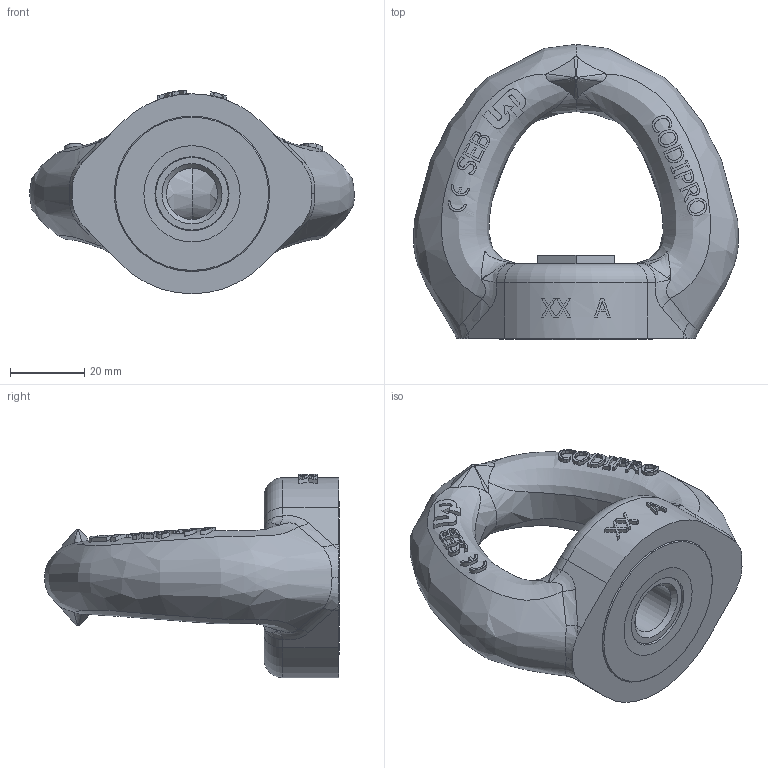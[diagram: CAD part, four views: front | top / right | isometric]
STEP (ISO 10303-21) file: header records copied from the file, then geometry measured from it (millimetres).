
FILE_DESCRIPTION(/* description */ (''),/* implementation_level */ '2;1');
FILE_NAME(/* name */ 'FE SEB M16 UP.stp',/* time_stamp */ '2017-09-22T12:11:11+02:00',/* author */ ('rklenes'),/* organization */ (''),/* preprocessor_version */ 'ST-DEVELOPER v16.5',/* originating_system */ 'Autodesk Inventor 2017',/* authorisation */ '');
FILE_SCHEMA (('AUTOMOTIVE_DESIGN { 1 0 10303 214 3 1 1 }'));
Length unit declared in the file: millimetre
Products named in the file (4): FE SEB M16 UP; SEM_2; SEE_M20A; FE_SEA_M16_UP
Assembly tree (3 placements, depth 2):
  FE SEB M16 UP
    SEM_2
    SEE_M20A
    FE_SEA_M16_UP
Bounding box: 87.76 x 79.65 x 54.96 mm (x, y, z)
Volume: 97274.6 mm3; surface area: 26280.4 mm2
Topology: 3 solids, 3 shells, 615 faces, 1639 edges, 1073 vertices
Faces by surface type: plane 319, bspline 236, cylinder 39, cone 15, torus 6
Full cylindrical faces by diameter (mm): 13.835 x1, 20 x3, 20.2 x1, 26 x3, 32 x2, 42 x2
Entity records: 32162 total; most frequent: CARTESIAN_POINT 18168, ORIENTED_EDGE 3198, DIRECTION 2211, EDGE_CURVE 1599, VERTEX_POINT 1068, LINE 799, VECTOR 799, AXIS2_PLACEMENT_3D 706
